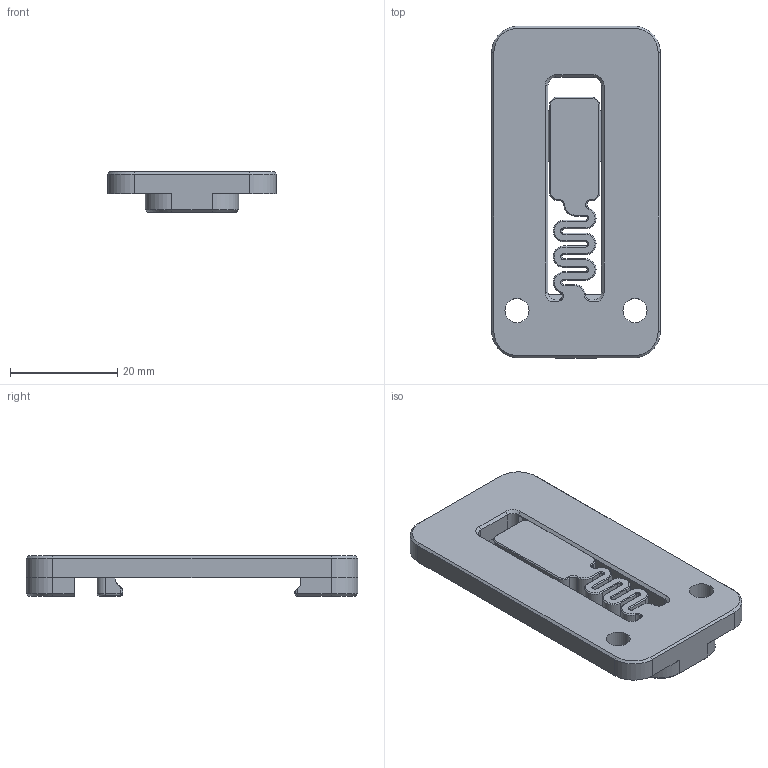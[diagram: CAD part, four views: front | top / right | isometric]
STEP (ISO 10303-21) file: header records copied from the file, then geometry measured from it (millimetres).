
FILE_DESCRIPTION(('HOOPS Exchange Step'),'2;1');
FILE_NAME('temp_export','2024-12-27T15:46:25-05:00',('mikearmstrong'),('Shapr3D Limited'),'HOOPS Exchange 2024.6','Shapr3D','Authorized');
FILE_SCHEMA( ('AP242_MANAGED_MODEL_BASED_3D_ENGINEERING_MIM_LF {1 0 10303 442 1 1 4 }') );
Length unit declared in the file: millimetre
Products named in the file (1): Din Rail Holder
Bounding box: 31.5 x 62 x 7.5 mm (x, y, z)
Volume: 8401.6 mm3; surface area: 5785 mm2
Topology: 1 solids, 1 shells, 206 faces, 521 edges, 318 vertices
Faces by surface type: plane 97, cylinder 57, cone 46, sphere 4, torus 2
Full cylindrical faces by diameter (mm): 4.5 x2
Entity records: 6382 total; most frequent: CARTESIAN_POINT 1336, DIRECTION 1057, ORIENTED_EDGE 1042, EDGE_CURVE 521, AXIS2_PLACEMENT_3D 363, VECTOR 331, LINE 331, VERTEX_POINT 318
